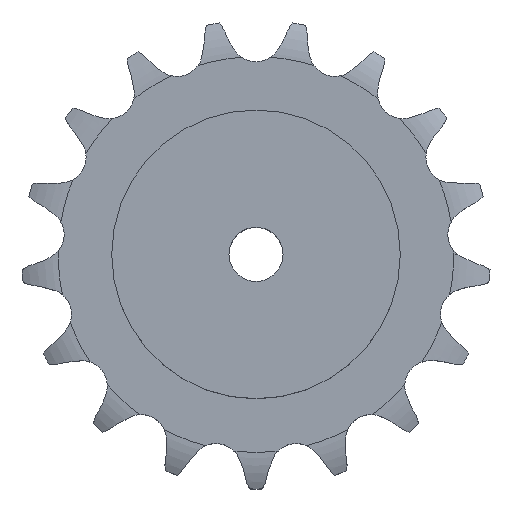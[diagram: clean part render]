
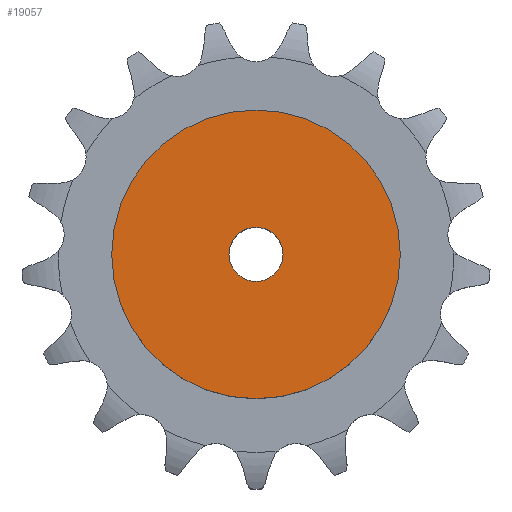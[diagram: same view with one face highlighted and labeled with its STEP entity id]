
A CAD part, top view. The second image highlights one B-rep face of the part: STEP entity #19057.
In plain terms, the highlighted planar face has unit normal (0, 0, 1).
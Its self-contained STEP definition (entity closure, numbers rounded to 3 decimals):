
#2649 = CYLINDRICAL_SURFACE('',#2650,80.);
#2650 = AXIS2_PLACEMENT_3D('',#2651,#2652,#2653);
#2651 = CARTESIAN_POINT('',(0.,0.,0.));
#2652 = DIRECTION('',(-0.,-0.,-1.));
#2653 = DIRECTION('',(1.,0.,0.));
#12292 = VERTEX_POINT('',#12293);
#12293 = CARTESIAN_POINT('',(80.,0.,75.));
#12314 = EDGE_CURVE('',#12292,#12292,#12315,.T.);
#12315 = SURFACE_CURVE('',#12316,(#12321,#12328),.PCURVE_S1.);
#12316 = CIRCLE('',#12317,80.);
#12317 = AXIS2_PLACEMENT_3D('',#12318,#12319,#12320);
#12318 = CARTESIAN_POINT('',(0.,0.,75.));
#12319 = DIRECTION('',(0.,0.,1.));
#12320 = DIRECTION('',(1.,0.,0.));
#12321 = PCURVE('',#2649,#12322);
#12322 = DEFINITIONAL_REPRESENTATION('',(#12323),#12327);
#12323 = LINE('',#12324,#12325);
#12324 = CARTESIAN_POINT('',(-0.,-75.));
#12325 = VECTOR('',#12326,1.);
#12326 = DIRECTION('',(-1.,0.));
#12327 = ( GEOMETRIC_REPRESENTATION_CONTEXT(2) 
PARAMETRIC_REPRESENTATION_CONTEXT() REPRESENTATION_CONTEXT('2D SPACE',''
  ) );
#12328 = PCURVE('',#12329,#12334);
#12329 = PLANE('',#12330);
#12330 = AXIS2_PLACEMENT_3D('',#12331,#12332,#12333);
#12331 = CARTESIAN_POINT('',(0.,0.,75.)
  );
#12332 = DIRECTION('',(0.,0.,1.));
#12333 = DIRECTION('',(1.,0.,0.));
#12334 = DEFINITIONAL_REPRESENTATION('',(#12335),#12339);
#12335 = CIRCLE('',#12336,80.);
#12336 = AXIS2_PLACEMENT_2D('',#12337,#12338);
#12337 = CARTESIAN_POINT('',(0.,0.));
#12338 = DIRECTION('',(1.,0.));
#12339 = ( GEOMETRIC_REPRESENTATION_CONTEXT(2) 
PARAMETRIC_REPRESENTATION_CONTEXT() REPRESENTATION_CONTEXT('2D SPACE',''
  ) );
#16342 = CYLINDRICAL_SURFACE('',#16343,15.);
#16343 = AXIS2_PLACEMENT_3D('',#16344,#16345,#16346);
#16344 = CARTESIAN_POINT('',(0.,0.,411.62));
#16345 = DIRECTION('',(0.,0.,1.));
#16346 = DIRECTION('',(1.,0.,0.));
#19057 = ADVANCED_FACE('',(#19058,#19061),#12329,.T.);
#19058 = FACE_BOUND('',#19059,.T.);
#19059 = EDGE_LOOP('',(#19060));
#19060 = ORIENTED_EDGE('',*,*,#12314,.T.);
#19061 = FACE_BOUND('',#19062,.T.);
#19062 = EDGE_LOOP('',(#19063));
#19063 = ORIENTED_EDGE('',*,*,#19064,.F.);
#19064 = EDGE_CURVE('',#19065,#19065,#19067,.T.);
#19065 = VERTEX_POINT('',#19066);
#19066 = CARTESIAN_POINT('',(15.,0.,75.));
#19067 = SURFACE_CURVE('',#19068,(#19073,#19080),.PCURVE_S1.);
#19068 = CIRCLE('',#19069,15.);
#19069 = AXIS2_PLACEMENT_3D('',#19070,#19071,#19072);
#19070 = CARTESIAN_POINT('',(0.,0.,75.));
#19071 = DIRECTION('',(0.,0.,1.));
#19072 = DIRECTION('',(1.,0.,0.));
#19073 = PCURVE('',#12329,#19074);
#19074 = DEFINITIONAL_REPRESENTATION('',(#19075),#19079);
#19075 = CIRCLE('',#19076,15.);
#19076 = AXIS2_PLACEMENT_2D('',#19077,#19078);
#19077 = CARTESIAN_POINT('',(0.,0.));
#19078 = DIRECTION('',(1.,0.));
#19079 = ( GEOMETRIC_REPRESENTATION_CONTEXT(2) 
PARAMETRIC_REPRESENTATION_CONTEXT() REPRESENTATION_CONTEXT('2D SPACE',''
  ) );
#19080 = PCURVE('',#16342,#19081);
#19081 = DEFINITIONAL_REPRESENTATION('',(#19082),#19086);
#19082 = LINE('',#19083,#19084);
#19083 = CARTESIAN_POINT('',(0.,-336.62));
#19084 = VECTOR('',#19085,1.);
#19085 = DIRECTION('',(1.,0.));
#19086 = ( GEOMETRIC_REPRESENTATION_CONTEXT(2) 
PARAMETRIC_REPRESENTATION_CONTEXT() REPRESENTATION_CONTEXT('2D SPACE',''
  ) );
